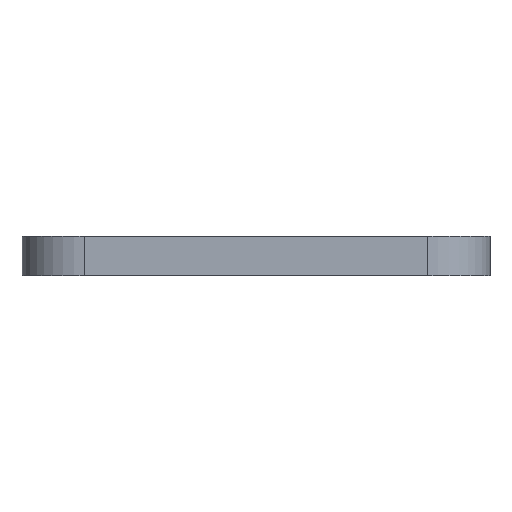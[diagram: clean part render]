
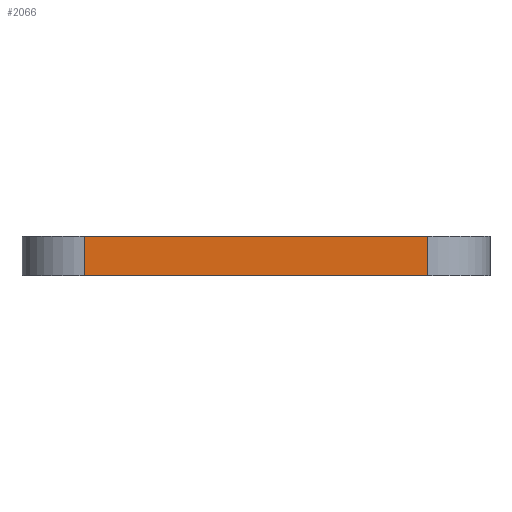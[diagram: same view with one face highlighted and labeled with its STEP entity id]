
A CAD part, front view. The second image highlights one B-rep face of the part: STEP entity #2066.
In plain terms, the highlighted planar face has unit normal (0, -1, 0).
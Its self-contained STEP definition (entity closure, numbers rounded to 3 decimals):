
#83 = PLANE('',#84);
#84 = AXIS2_PLACEMENT_3D('',#85,#86,#87);
#85 = CARTESIAN_POINT('',(148.501,-105.004,1.6));
#86 = DIRECTION('',(-0.,-0.,-1.));
#87 = DIRECTION('',(-1.,0.,0.));
#137 = PLANE('',#138);
#138 = AXIS2_PLACEMENT_3D('',#139,#140,#141);
#139 = CARTESIAN_POINT('',(148.501,-105.004,0.));
#140 = DIRECTION('',(-0.,-0.,-1.));
#141 = DIRECTION('',(-1.,0.,0.));
#350 = VERTEX_POINT('',#351);
#351 = CARTESIAN_POINT('',(155.486,-115.799,0.));
#370 = CYLINDRICAL_SURFACE('',#371,2.54);
#371 = AXIS2_PLACEMENT_3D('',#372,#373,#374);
#372 = CARTESIAN_POINT('',(155.486,-113.259,0.));
#373 = DIRECTION('',(-0.,-0.,-1.));
#374 = DIRECTION('',(1.,0.,-0.));
#382 = EDGE_CURVE('',#350,#383,#385,.T.);
#383 = VERTEX_POINT('',#384);
#384 = CARTESIAN_POINT('',(141.516,-115.799,0.));
#385 = SURFACE_CURVE('',#386,(#390,#397),.PCURVE_S1.);
#386 = LINE('',#387,#388);
#387 = CARTESIAN_POINT('',(155.486,-115.799,0.));
#388 = VECTOR('',#389,1.);
#389 = DIRECTION('',(-1.,0.,0.));
#390 = PCURVE('',#137,#391);
#391 = DEFINITIONAL_REPRESENTATION('',(#392),#396);
#392 = LINE('',#393,#394);
#393 = CARTESIAN_POINT('',(-6.985,-10.795));
#394 = VECTOR('',#395,1.);
#395 = DIRECTION('',(1.,0.));
#396 = ( GEOMETRIC_REPRESENTATION_CONTEXT(2) 
PARAMETRIC_REPRESENTATION_CONTEXT() REPRESENTATION_CONTEXT('2D SPACE',''
  ) );
#397 = PCURVE('',#398,#403);
#398 = PLANE('',#399);
#399 = AXIS2_PLACEMENT_3D('',#400,#401,#402);
#400 = CARTESIAN_POINT('',(155.486,-115.799,0.));
#401 = DIRECTION('',(0.,-1.,0.));
#402 = DIRECTION('',(-1.,0.,0.));
#403 = DEFINITIONAL_REPRESENTATION('',(#404),#408);
#404 = LINE('',#405,#406);
#405 = CARTESIAN_POINT('',(0.,0.));
#406 = VECTOR('',#407,1.);
#407 = DIRECTION('',(1.,0.));
#408 = ( GEOMETRIC_REPRESENTATION_CONTEXT(2) 
PARAMETRIC_REPRESENTATION_CONTEXT() REPRESENTATION_CONTEXT('2D SPACE',''
  ) );
#431 = CYLINDRICAL_SURFACE('',#432,2.54);
#432 = AXIS2_PLACEMENT_3D('',#433,#434,#435);
#433 = CARTESIAN_POINT('',(141.516,-113.259,0.));
#434 = DIRECTION('',(-0.,-0.,-1.));
#435 = DIRECTION('',(1.,0.,-0.));
#1229 = VERTEX_POINT('',#1230);
#1230 = CARTESIAN_POINT('',(155.486,-115.799,1.6));
#1256 = EDGE_CURVE('',#1229,#1257,#1259,.T.);
#1257 = VERTEX_POINT('',#1258);
#1258 = CARTESIAN_POINT('',(141.516,-115.799,1.6));
#1259 = SURFACE_CURVE('',#1260,(#1264,#1271),.PCURVE_S1.);
#1260 = LINE('',#1261,#1262);
#1261 = CARTESIAN_POINT('',(155.486,-115.799,1.6));
#1262 = VECTOR('',#1263,1.);
#1263 = DIRECTION('',(-1.,0.,0.));
#1264 = PCURVE('',#83,#1265);
#1265 = DEFINITIONAL_REPRESENTATION('',(#1266),#1270);
#1266 = LINE('',#1267,#1268);
#1267 = CARTESIAN_POINT('',(-6.985,-10.795));
#1268 = VECTOR('',#1269,1.);
#1269 = DIRECTION('',(1.,0.));
#1270 = ( GEOMETRIC_REPRESENTATION_CONTEXT(2) 
PARAMETRIC_REPRESENTATION_CONTEXT() REPRESENTATION_CONTEXT('2D SPACE',''
  ) );
#1271 = PCURVE('',#398,#1272);
#1272 = DEFINITIONAL_REPRESENTATION('',(#1273),#1277);
#1273 = LINE('',#1274,#1275);
#1274 = CARTESIAN_POINT('',(0.,-1.6));
#1275 = VECTOR('',#1276,1.);
#1276 = DIRECTION('',(1.,0.));
#1277 = ( GEOMETRIC_REPRESENTATION_CONTEXT(2) 
PARAMETRIC_REPRESENTATION_CONTEXT() REPRESENTATION_CONTEXT('2D SPACE',''
  ) );
#2018 = EDGE_CURVE('',#383,#1257,#2019,.T.);
#2019 = SURFACE_CURVE('',#2020,(#2024,#2031),.PCURVE_S1.);
#2020 = LINE('',#2021,#2022);
#2021 = CARTESIAN_POINT('',(141.516,-115.799,0.));
#2022 = VECTOR('',#2023,1.);
#2023 = DIRECTION('',(0.,0.,1.));
#2024 = PCURVE('',#431,#2025);
#2025 = DEFINITIONAL_REPRESENTATION('',(#2026),#2030);
#2026 = LINE('',#2027,#2028);
#2027 = CARTESIAN_POINT('',(-4.712,0.));
#2028 = VECTOR('',#2029,1.);
#2029 = DIRECTION('',(-0.,-1.));
#2030 = ( GEOMETRIC_REPRESENTATION_CONTEXT(2) 
PARAMETRIC_REPRESENTATION_CONTEXT() REPRESENTATION_CONTEXT('2D SPACE',''
  ) );
#2031 = PCURVE('',#398,#2032);
#2032 = DEFINITIONAL_REPRESENTATION('',(#2033),#2037);
#2033 = LINE('',#2034,#2035);
#2034 = CARTESIAN_POINT('',(13.97,0.));
#2035 = VECTOR('',#2036,1.);
#2036 = DIRECTION('',(0.,-1.));
#2037 = ( GEOMETRIC_REPRESENTATION_CONTEXT(2) 
PARAMETRIC_REPRESENTATION_CONTEXT() REPRESENTATION_CONTEXT('2D SPACE',''
  ) );
#2043 = EDGE_CURVE('',#350,#1229,#2044,.T.);
#2044 = SURFACE_CURVE('',#2045,(#2049,#2056),.PCURVE_S1.);
#2045 = LINE('',#2046,#2047);
#2046 = CARTESIAN_POINT('',(155.486,-115.799,0.));
#2047 = VECTOR('',#2048,1.);
#2048 = DIRECTION('',(0.,0.,1.));
#2049 = PCURVE('',#370,#2050);
#2050 = DEFINITIONAL_REPRESENTATION('',(#2051),#2055);
#2051 = LINE('',#2052,#2053);
#2052 = CARTESIAN_POINT('',(-4.712,0.));
#2053 = VECTOR('',#2054,1.);
#2054 = DIRECTION('',(-0.,-1.));
#2055 = ( GEOMETRIC_REPRESENTATION_CONTEXT(2) 
PARAMETRIC_REPRESENTATION_CONTEXT() REPRESENTATION_CONTEXT('2D SPACE',''
  ) );
#2056 = PCURVE('',#398,#2057);
#2057 = DEFINITIONAL_REPRESENTATION('',(#2058),#2062);
#2058 = LINE('',#2059,#2060);
#2059 = CARTESIAN_POINT('',(0.,0.));
#2060 = VECTOR('',#2061,1.);
#2061 = DIRECTION('',(0.,-1.));
#2062 = ( GEOMETRIC_REPRESENTATION_CONTEXT(2) 
PARAMETRIC_REPRESENTATION_CONTEXT() REPRESENTATION_CONTEXT('2D SPACE',''
  ) );
#2066 = ADVANCED_FACE('',(#2067),#398,.T.);
#2067 = FACE_BOUND('',#2068,.T.);
#2068 = EDGE_LOOP('',(#2069,#2070,#2071,#2072));
#2069 = ORIENTED_EDGE('',*,*,#2043,.T.);
#2070 = ORIENTED_EDGE('',*,*,#1256,.T.);
#2071 = ORIENTED_EDGE('',*,*,#2018,.F.);
#2072 = ORIENTED_EDGE('',*,*,#382,.F.);
